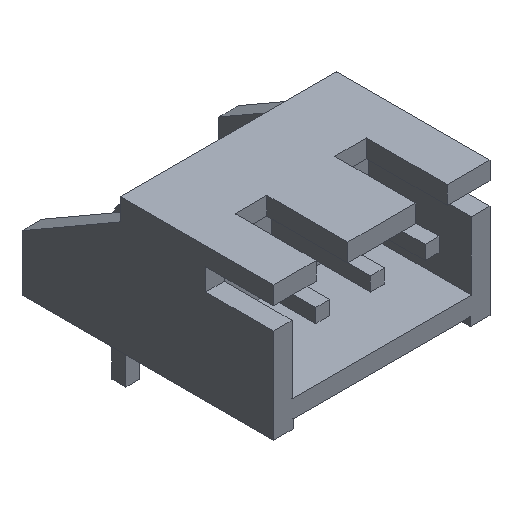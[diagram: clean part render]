
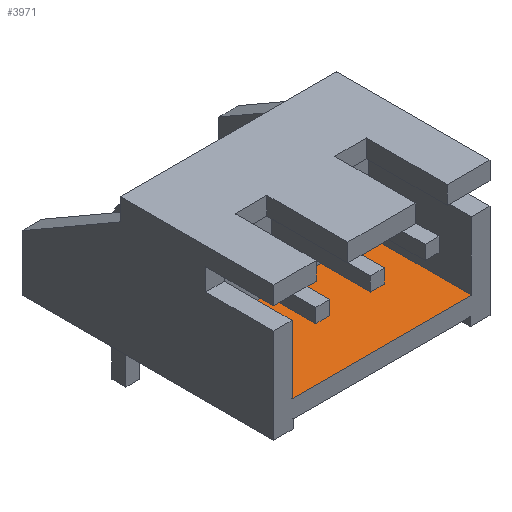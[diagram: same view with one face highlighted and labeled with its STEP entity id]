
A CAD part, isometric view. The second image highlights one B-rep face of the part: STEP entity #3971.
In plain terms, the highlighted planar face has unit normal (0, 0, 1).
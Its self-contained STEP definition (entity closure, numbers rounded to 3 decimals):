
#263 = PLANE('',#264);
#264 = AXIS2_PLACEMENT_3D('',#265,#266,#267);
#265 = CARTESIAN_POINT('',(-2.45,-9.2,4.325));
#266 = DIRECTION('',(0.,1.,0.));
#267 = DIRECTION('',(0.,0.,-1.));
#1068 = VERTEX_POINT('',#1069);
#1069 = CARTESIAN_POINT('',(6.6,-9.2,1.225));
#1083 = PLANE('',#1084);
#1084 = AXIS2_PLACEMENT_3D('',#1085,#1086,#1087);
#1085 = CARTESIAN_POINT('',(6.6,-4.5,5.325));
#1086 = DIRECTION('',(1.,0.,0.));
#1087 = DIRECTION('',(0.,0.,1.));
#1095 = EDGE_CURVE('',#1096,#1068,#1098,.T.);
#1096 = VERTEX_POINT('',#1097);
#1097 = CARTESIAN_POINT('',(-1.6,-9.2,1.225));
#1098 = SURFACE_CURVE('',#1099,(#1103,#1110),.PCURVE_S1.);
#1099 = LINE('',#1100,#1101);
#1100 = CARTESIAN_POINT('',(6.6,-9.2,1.225));
#1101 = VECTOR('',#1102,1.);
#1102 = DIRECTION('',(1.,0.,0.));
#1103 = PCURVE('',#263,#1104);
#1104 = DEFINITIONAL_REPRESENTATION('',(#1105),#1109);
#1105 = LINE('',#1106,#1107);
#1106 = CARTESIAN_POINT('',(3.1,-9.05));
#1107 = VECTOR('',#1108,1.);
#1108 = DIRECTION('',(0.,-1.));
#1109 = ( GEOMETRIC_REPRESENTATION_CONTEXT(2) 
PARAMETRIC_REPRESENTATION_CONTEXT() REPRESENTATION_CONTEXT('2D SPACE',''
  ) );
#1110 = PCURVE('',#1111,#1116);
#1111 = PLANE('',#1112);
#1112 = AXIS2_PLACEMENT_3D('',#1113,#1114,#1115);
#1113 = CARTESIAN_POINT('',(6.6,-4.5,1.225));
#1114 = DIRECTION('',(0.,0.,-1.));
#1115 = DIRECTION('',(1.,0.,0.));
#1116 = DEFINITIONAL_REPRESENTATION('',(#1117),#1121);
#1117 = LINE('',#1118,#1119);
#1118 = CARTESIAN_POINT('',(0.,4.7));
#1119 = VECTOR('',#1120,1.);
#1120 = DIRECTION('',(1.,0.));
#1121 = ( GEOMETRIC_REPRESENTATION_CONTEXT(2) 
PARAMETRIC_REPRESENTATION_CONTEXT() REPRESENTATION_CONTEXT('2D SPACE',''
  ) );
#1139 = PLANE('',#1140);
#1140 = AXIS2_PLACEMENT_3D('',#1141,#1142,#1143);
#1141 = CARTESIAN_POINT('',(-1.6,-4.5,5.325));
#1142 = DIRECTION('',(-1.,0.,0.));
#1143 = DIRECTION('',(0.,0.,-1.));
#1732 = PLANE('',#1733);
#1733 = AXIS2_PLACEMENT_3D('',#1734,#1735,#1736);
#1734 = CARTESIAN_POINT('',(6.6,-4.5,1.225));
#1735 = DIRECTION('',(0.,1.,0.));
#1736 = DIRECTION('',(0.,0.,-1.));
#3925 = EDGE_CURVE('',#3926,#1096,#3928,.T.);
#3926 = VERTEX_POINT('',#3927);
#3927 = CARTESIAN_POINT('',(-1.6,-4.5,1.225));
#3928 = SURFACE_CURVE('',#3929,(#3933,#3940),.PCURVE_S1.);
#3929 = LINE('',#3930,#3931);
#3930 = CARTESIAN_POINT('',(-1.6,-4.5,1.225));
#3931 = VECTOR('',#3932,1.);
#3932 = DIRECTION('',(0.,-1.,0.));
#3933 = PCURVE('',#1139,#3934);
#3934 = DEFINITIONAL_REPRESENTATION('',(#3935),#3939);
#3935 = LINE('',#3936,#3937);
#3936 = CARTESIAN_POINT('',(4.1,0.));
#3937 = VECTOR('',#3938,1.);
#3938 = DIRECTION('',(0.,1.));
#3939 = ( GEOMETRIC_REPRESENTATION_CONTEXT(2) 
PARAMETRIC_REPRESENTATION_CONTEXT() REPRESENTATION_CONTEXT('2D SPACE',''
  ) );
#3940 = PCURVE('',#1111,#3941);
#3941 = DEFINITIONAL_REPRESENTATION('',(#3942),#3946);
#3942 = LINE('',#3943,#3944);
#3943 = CARTESIAN_POINT('',(-8.2,0.));
#3944 = VECTOR('',#3945,1.);
#3945 = DIRECTION('',(0.,1.));
#3946 = ( GEOMETRIC_REPRESENTATION_CONTEXT(2) 
PARAMETRIC_REPRESENTATION_CONTEXT() REPRESENTATION_CONTEXT('2D SPACE',''
  ) );
#3971 = ADVANCED_FACE('',(#3972),#1111,.F.);
#3972 = FACE_BOUND('',#3973,.T.);
#3973 = EDGE_LOOP('',(#3974,#3975,#3998,#4019));
#3974 = ORIENTED_EDGE('',*,*,#1095,.T.);
#3975 = ORIENTED_EDGE('',*,*,#3976,.F.);
#3976 = EDGE_CURVE('',#3977,#1068,#3979,.T.);
#3977 = VERTEX_POINT('',#3978);
#3978 = CARTESIAN_POINT('',(6.6,-4.5,1.225));
#3979 = SURFACE_CURVE('',#3980,(#3984,#3991),.PCURVE_S1.);
#3980 = LINE('',#3981,#3982);
#3981 = CARTESIAN_POINT('',(6.6,-4.5,1.225));
#3982 = VECTOR('',#3983,1.);
#3983 = DIRECTION('',(0.,-1.,0.));
#3984 = PCURVE('',#1111,#3985);
#3985 = DEFINITIONAL_REPRESENTATION('',(#3986),#3990);
#3986 = LINE('',#3987,#3988);
#3987 = CARTESIAN_POINT('',(0.,0.));
#3988 = VECTOR('',#3989,1.);
#3989 = DIRECTION('',(0.,1.));
#3990 = ( GEOMETRIC_REPRESENTATION_CONTEXT(2) 
PARAMETRIC_REPRESENTATION_CONTEXT() REPRESENTATION_CONTEXT('2D SPACE',''
  ) );
#3991 = PCURVE('',#1083,#3992);
#3992 = DEFINITIONAL_REPRESENTATION('',(#3993),#3997);
#3993 = LINE('',#3994,#3995);
#3994 = CARTESIAN_POINT('',(-4.1,0.));
#3995 = VECTOR('',#3996,1.);
#3996 = DIRECTION('',(0.,1.));
#3997 = ( GEOMETRIC_REPRESENTATION_CONTEXT(2) 
PARAMETRIC_REPRESENTATION_CONTEXT() REPRESENTATION_CONTEXT('2D SPACE',''
  ) );
#3998 = ORIENTED_EDGE('',*,*,#3999,.F.);
#3999 = EDGE_CURVE('',#3926,#3977,#4000,.T.);
#4000 = SURFACE_CURVE('',#4001,(#4005,#4012),.PCURVE_S1.);
#4001 = LINE('',#4002,#4003);
#4002 = CARTESIAN_POINT('',(6.6,-4.5,1.225));
#4003 = VECTOR('',#4004,1.);
#4004 = DIRECTION('',(1.,0.,0.));
#4005 = PCURVE('',#1111,#4006);
#4006 = DEFINITIONAL_REPRESENTATION('',(#4007),#4011);
#4007 = LINE('',#4008,#4009);
#4008 = CARTESIAN_POINT('',(0.,0.));
#4009 = VECTOR('',#4010,1.);
#4010 = DIRECTION('',(1.,0.));
#4011 = ( GEOMETRIC_REPRESENTATION_CONTEXT(2) 
PARAMETRIC_REPRESENTATION_CONTEXT() REPRESENTATION_CONTEXT('2D SPACE',''
  ) );
#4012 = PCURVE('',#1732,#4013);
#4013 = DEFINITIONAL_REPRESENTATION('',(#4014),#4018);
#4014 = LINE('',#4015,#4016);
#4015 = CARTESIAN_POINT('',(0.,0.));
#4016 = VECTOR('',#4017,1.);
#4017 = DIRECTION('',(0.,-1.));
#4018 = ( GEOMETRIC_REPRESENTATION_CONTEXT(2) 
PARAMETRIC_REPRESENTATION_CONTEXT() REPRESENTATION_CONTEXT('2D SPACE',''
  ) );
#4019 = ORIENTED_EDGE('',*,*,#3925,.T.);
